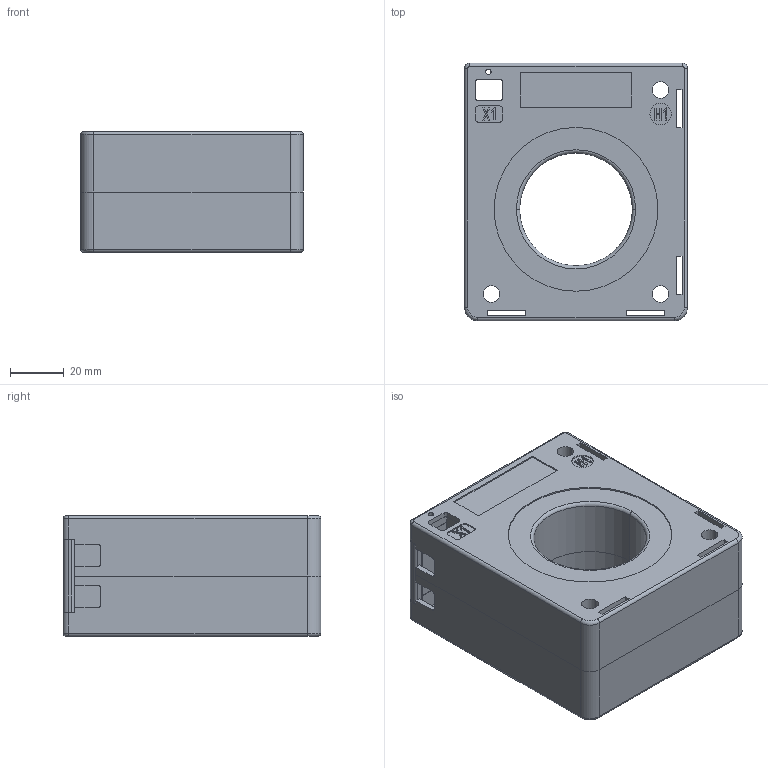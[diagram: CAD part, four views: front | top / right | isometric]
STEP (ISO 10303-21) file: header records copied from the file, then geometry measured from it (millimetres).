
FILE_DESCRIPTION (( 'STEP AP214' ), '1' );
FILE_NAME ('S165-20251119.STEP', '2025-11-19T15:40:19', ( '' ), ( '' ), 'SwSTEP 2.0', 'SolidWorks 2022', '' );
FILE_SCHEMA (( 'AUTOMOTIVE_DESIGN' ));
Length unit declared in the file: millimetre
Products named in the file (3): S165-20251119; H34Y-042-______^H34Y-042（S165）-20250416.STEP; 752B-______^H34Y-042（S165）-20250416.STEP
Assembly tree (2 placements, depth 2):
  S165-20251119
    H34Y-042-______^H34Y-042（S165）-20250416.STEP
    752B-______^H34Y-042（S165）-20250416.STEP
Bounding box: 83 x 96 x 45 mm (x, y, z)
Volume: 272957.8 mm3; surface area: 61316.6 mm2
Topology: 3 solids, 3 shells, 538 faces, 1433 edges, 928 vertices
Faces by surface type: plane 341, cylinder 151, cone 20, torus 16, bspline 10
Entity records: 17708 total; most frequent: CARTESIAN_POINT 3898, ORIENTED_EDGE 2866, DIRECTION 2803, EDGE_CURVE 1433, LINE 1073, VECTOR 1073, VERTEX_POINT 928, AXIS2_PLACEMENT_3D 865
